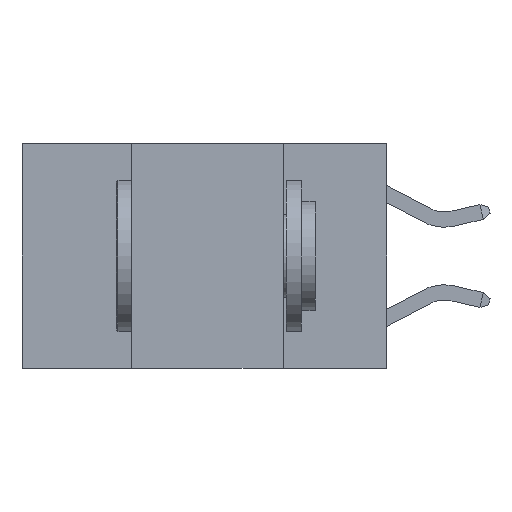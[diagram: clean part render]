
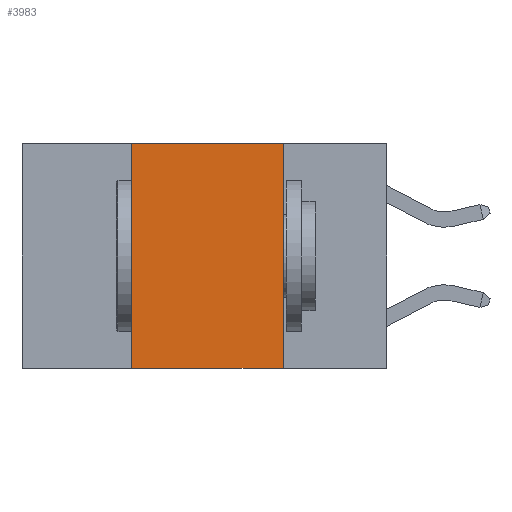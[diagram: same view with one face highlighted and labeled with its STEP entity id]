
A CAD part, left-side view. The second image highlights one B-rep face of the part: STEP entity #3983.
In plain terms, the highlighted planar face has unit normal (-1, 0, 0).
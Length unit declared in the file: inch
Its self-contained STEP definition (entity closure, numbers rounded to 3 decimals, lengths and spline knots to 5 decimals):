
#100 = VECTOR ( 'NONE', #21865, 39.37008 ) ;
#600 = VERTEX_POINT ( 'NONE', #1160 ) ;
#1160 = CARTESIAN_POINT ( 'NONE',  ( 0., 0.17, 0. ) ) ;
#1506 = CARTESIAN_POINT ( 'NONE',  ( 0., 0.6, 0. ) ) ;
#2375 = VERTEX_POINT ( 'NONE', #22561 ) ;
#3783 = VECTOR ( 'NONE', #15087, 39.37008 ) ;
#3983 = ADVANCED_FACE ( 'NONE', ( #8476 ), #21914, .F. ) ;
#3993 = DIRECTION ( 'NONE',  ( 1., 0., 0. ) ) ;
#4368 = CARTESIAN_POINT ( 'NONE',  ( 0., 0.6, 0. ) ) ;
#6249 = VERTEX_POINT ( 'NONE', #20053 ) ;
#6337 = EDGE_CURVE ( 'NONE', #6249, #14888, #14077, .T. ) ;
#7390 = EDGE_CURVE ( 'NONE', #600, #2375, #11092, .T. ) ;
#7393 = DIRECTION ( 'NONE',  ( 0., -1., 0. ) ) ;
#8476 = FACE_OUTER_BOUND ( 'NONE', #20118, .T. ) ;
#10333 = LINE ( 'NONE', #21726, #23627 ) ;
#11092 = LINE ( 'NONE', #24640, #3783 ) ;
#11246 = EDGE_CURVE ( 'NONE', #14888, #600, #19030, .T. ) ;
#14077 = LINE ( 'NONE', #18022, #100 ) ;
#14888 = VERTEX_POINT ( 'NONE', #21780 ) ;
#15087 = DIRECTION ( 'NONE',  ( 0., 0., -1. ) ) ;
#17021 = ORIENTED_EDGE ( 'NONE', *, *, #21835, .T. ) ;
#17033 = ORIENTED_EDGE ( 'NONE', *, *, #7390, .F. ) ;
#18022 = CARTESIAN_POINT ( 'NONE',  ( 0., 0.42, 0. ) ) ;
#19030 = LINE ( 'NONE', #1506, #23977 ) ;
#20053 = CARTESIAN_POINT ( 'NONE',  ( 0., 0.42, -0.37 ) ) ;
#20114 = ORIENTED_EDGE ( 'NONE', *, *, #11246, .F. ) ;
#20118 = EDGE_LOOP ( 'NONE', ( #17033, #20114, #22130, #17021 ) ) ;
#20503 = AXIS2_PLACEMENT_3D ( 'NONE', #4368, #3993, #24081 ) ;
#21726 = CARTESIAN_POINT ( 'NONE',  ( 0., 0.6, -0.37 ) ) ;
#21780 = CARTESIAN_POINT ( 'NONE',  ( 0., 0.42, 0. ) ) ;
#21835 = EDGE_CURVE ( 'NONE', #6249, #2375, #10333, .T. ) ;
#21865 = DIRECTION ( 'NONE',  ( 0., 0., 1. ) ) ;
#21914 = PLANE ( 'NONE',  #20503 ) ;
#22130 = ORIENTED_EDGE ( 'NONE', *, *, #6337, .F. ) ;
#22561 = CARTESIAN_POINT ( 'NONE',  ( 0., 0.17, -0.37 ) ) ;
#23627 = VECTOR ( 'NONE', #23902, 39.37008 ) ;
#23902 = DIRECTION ( 'NONE',  ( 0., -1., 0. ) ) ;
#23977 = VECTOR ( 'NONE', #7393, 39.37008 ) ;
#24081 = DIRECTION ( 'NONE',  ( 0., 0., -1. ) ) ;
#24640 = CARTESIAN_POINT ( 'NONE',  ( 0., 0.17, 0. ) ) ;
